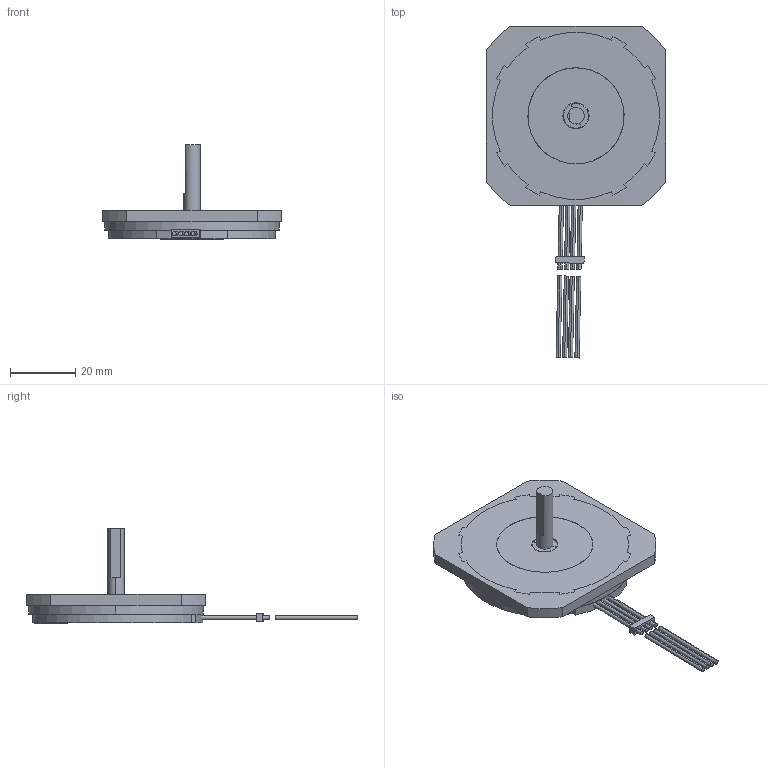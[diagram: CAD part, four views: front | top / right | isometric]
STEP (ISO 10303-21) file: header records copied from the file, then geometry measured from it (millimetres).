
FILE_DESCRIPTION((''),'2;1');
FILE_NAME('4611110064845_ASM','2022-12-01T14:39:19',('TQ00981'),(''),'CREO PARAMETRIC BY PTC INC, 2018100','CREO PARAMETRIC BY PTC INC, 2018100','');
FILE_SCHEMA(('CONFIG_CONTROL_DESIGN'));
Length unit declared in the file: millimetre
Products named in the file (19): 4613102101339_AF1; 4613104026696_AF2_ASM; 4634140207107_AF0; 4613103016661_AF2_ASM; 4219121304205_AF2; 3698201102131_AF2; 4613103016662_AF1_ASM; 4613103016664_AF0_ASM; 4613103016666_ASM; 4219121306304; 4331101000093; 4219121500651_ASM; 4613106100840; 4693220001067; 4332101209440; 4613107115464_ASM; 4613153002235_ASM; 3219720000565; 4611110064845_ASM
Assembly tree (20 placements, depth 8):
  4611110064845_ASM
    4613153002235_ASM
      4613103016666_ASM
        4613103016664_AF0_ASM
          4613103016662_AF1_ASM
            4613103016661_AF2_ASM
              4613104026696_AF2_ASM
                4613102101339_AF1
              4634140207107_AF0
            4219121304205_AF2
            3698201102131_AF2
      4219121500651_ASM  x2
        4219121306304
        4331101000093
      4613107115464_ASM
        4613106100840  x2
        4693220001067
        4332101209440
    3219720000565
Bounding box: 55 x 101.58 x 28.9 mm (x, y, z)
Volume: 28925.9 mm3; surface area: 22475.7 mm2
Topology: 17 solids, 21 shells, 389 faces, 961 edges, 632 vertices
Faces by surface type: plane 279, cylinder 102, torus 8
Entity records: 10843 total; most frequent: DIRECTION 1877, CARTESIAN_POINT 1845, ORIENTED_EDGE 1738, EDGE_CURVE 869, VECTOR 669, LINE 669, AXIS2_PLACEMENT_3D 604, VERTEX_POINT 572
